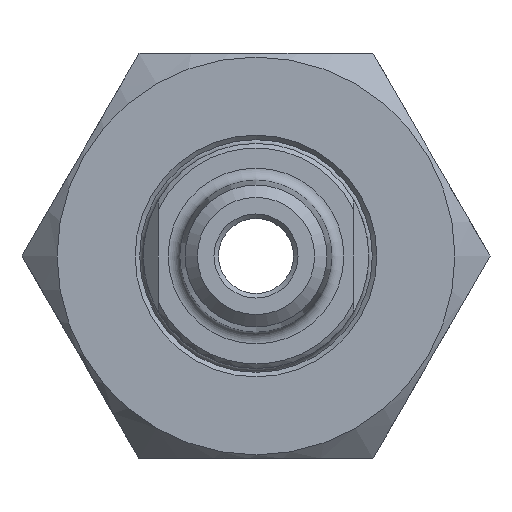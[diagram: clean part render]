
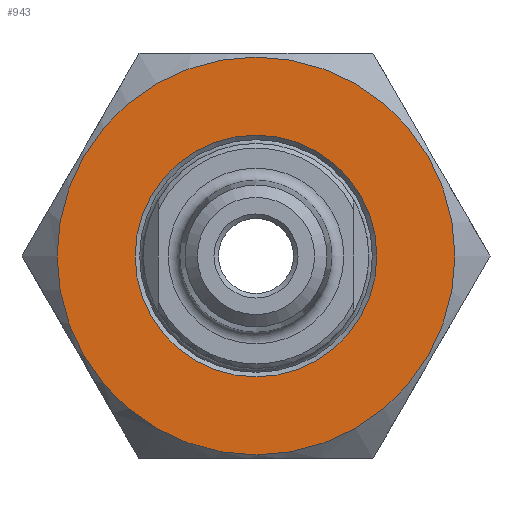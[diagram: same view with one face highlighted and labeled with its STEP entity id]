
A CAD part, left-side view. The second image highlights one B-rep face of the part: STEP entity #943.
In plain terms, the highlighted planar face has unit normal (-1, 0, 0).
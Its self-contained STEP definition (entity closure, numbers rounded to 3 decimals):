
#48=FACE_BOUND('',#159,.T.);
#67=PLANE('',#1086);
#98=FACE_OUTER_BOUND('',#158,.T.);
#158=EDGE_LOOP('',(#683));
#159=EDGE_LOOP('',(#684));
#332=CIRCLE('',#1067,13.25);
#339=CIRCLE('',#1081,8.05);
#413=VERTEX_POINT('',#1581);
#419=VERTEX_POINT('',#1607);
#507=EDGE_CURVE('',#413,#413,#332,.T.);
#519=EDGE_CURVE('',#419,#419,#339,.T.);
#683=ORIENTED_EDGE('',*,*,#507,.T.);
#684=ORIENTED_EDGE('',*,*,#519,.F.);
#943=ADVANCED_FACE('',(#98,#48),#67,.T.);
#1067=AXIS2_PLACEMENT_3D('',#1583,#1213,#1214);
#1081=AXIS2_PLACEMENT_3D('',#1608,#1246,#1247);
#1086=AXIS2_PLACEMENT_3D('',#1618,#1258,#1259);
#1213=DIRECTION('center_axis',(-1.,0.,0.));
#1214=DIRECTION('ref_axis',(0.,1.,0.));
#1246=DIRECTION('center_axis',(-1.,0.,0.));
#1247=DIRECTION('ref_axis',(0.,0.,-1.));
#1258=DIRECTION('center_axis',(-1.,0.,0.));
#1259=DIRECTION('ref_axis',(0.,0.,1.));
#1581=CARTESIAN_POINT('',(-13.5,-13.25,0.));
#1583=CARTESIAN_POINT('Origin',(-13.5,0.,0.));
#1607=CARTESIAN_POINT('',(-13.5,0.,8.05));
#1608=CARTESIAN_POINT('Origin',(-13.5,0.,0.));
#1618=CARTESIAN_POINT('Origin',(-13.5,0.,0.));
